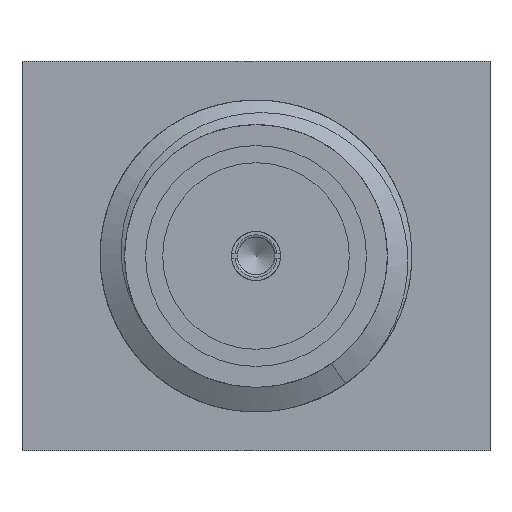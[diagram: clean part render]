
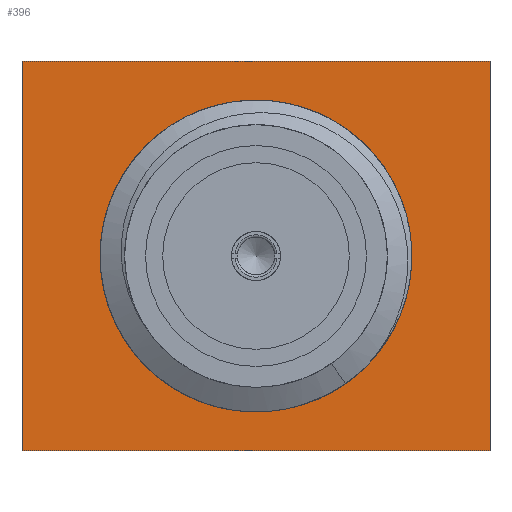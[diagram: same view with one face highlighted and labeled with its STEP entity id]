
A CAD part, front view. The second image highlights one B-rep face of the part: STEP entity #396.
In plain terms, the highlighted planar face has unit normal (0, -1, 0).
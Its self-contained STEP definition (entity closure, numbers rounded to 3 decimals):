
#168=LINE('',#3202,#256);
#170=LINE('',#3206,#258);
#172=LINE('',#3210,#260);
#174=LINE('',#3214,#262);
#256=VECTOR('',#1365,1.);
#258=VECTOR('',#1369,1.);
#260=VECTOR('',#1373,1.);
#262=VECTOR('',#1377,1.);
#305=PLANE('',#1163);
#327=FACE_BOUND('',#519,.T.);
#328=FACE_BOUND('',#520,.T.);
#396=ADVANCED_FACE('',(#327,#328),#305,.F.);
#519=EDGE_LOOP('',(#776));
#520=EDGE_LOOP('',(#777,#778,#779,#780));
#566=CIRCLE('',#1133,2.675);
#776=ORIENTED_EDGE('',*,*,#983,.F.);
#777=ORIENTED_EDGE('',*,*,#1057,.T.);
#778=ORIENTED_EDGE('',*,*,#1055,.F.);
#779=ORIENTED_EDGE('',*,*,#1053,.F.);
#780=ORIENTED_EDGE('',*,*,#1051,.T.);
#881=VERTEX_POINT('',#3065);
#927=VERTEX_POINT('',#3201);
#928=VERTEX_POINT('',#3203);
#929=VERTEX_POINT('',#3207);
#930=VERTEX_POINT('',#3211);
#983=EDGE_CURVE('',#881,#881,#566,.T.);
#1051=EDGE_CURVE('',#928,#927,#168,.T.);
#1053=EDGE_CURVE('',#928,#929,#170,.T.);
#1055=EDGE_CURVE('',#929,#930,#172,.T.);
#1057=EDGE_CURVE('',#927,#930,#174,.T.);
#1133=AXIS2_PLACEMENT_3D('',#3064,#1248,#1249);
#1163=AXIS2_PLACEMENT_3D('',#3216,#1380,#1381);
#1248=DIRECTION('',(0.,-1.,0.));
#1249=DIRECTION('',(0.,0.,-1.));
#1365=DIRECTION('',(-1.,0.,0.));
#1369=DIRECTION('',(0.,0.,-1.));
#1373=DIRECTION('',(-1.,0.,0.));
#1377=DIRECTION('',(0.,0.,-1.));
#1380=DIRECTION('',(0.,1.,0.));
#1381=DIRECTION('',(0.,0.,1.));
#3064=CARTESIAN_POINT('',(0.,-3.2,0.));
#3065=CARTESIAN_POINT('',(0.,-3.2,-2.675));
#3201=CARTESIAN_POINT('',(-4.765,-3.2,3.965));
#3202=CARTESIAN_POINT('',(4.765,-3.2,3.965));
#3203=CARTESIAN_POINT('',(4.765,-3.2,3.965));
#3206=CARTESIAN_POINT('',(4.765,-3.2,3.965));
#3207=CARTESIAN_POINT('',(4.765,-3.2,-3.965));
#3210=CARTESIAN_POINT('',(4.765,-3.2,-3.965));
#3211=CARTESIAN_POINT('',(-4.765,-3.2,-3.965));
#3214=CARTESIAN_POINT('',(-4.765,-3.2,3.965));
#3216=CARTESIAN_POINT('',(4.765,-3.2,3.965));
